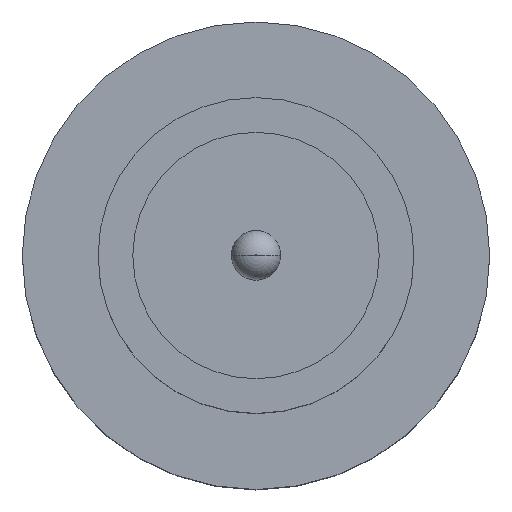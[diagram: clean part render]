
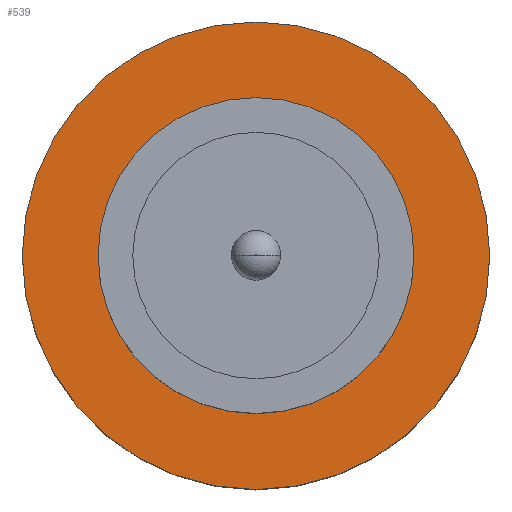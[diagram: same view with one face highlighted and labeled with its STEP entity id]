
A CAD part, top view. The second image highlights one B-rep face of the part: STEP entity #539.
In plain terms, the highlighted planar face has unit normal (0, 0, 1).
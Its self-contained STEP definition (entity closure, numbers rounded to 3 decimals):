
#1 = CARTESIAN_POINT ( 'NONE',  ( 0., 0., 1.55 ) ) ;
#29 = FACE_BOUND ( 'NONE', #84, .T. ) ;
#39 = CIRCLE ( 'NONE', #555, 1.85 ) ;
#58 = AXIS2_PLACEMENT_3D ( 'NONE', #334, #393, #343 ) ;
#62 = VERTEX_POINT ( 'NONE', #98 ) ;
#77 = ORIENTED_EDGE ( 'NONE', *, *, #287, .F. ) ;
#84 = EDGE_LOOP ( 'NONE', ( #284, #77 ) ) ;
#91 = CARTESIAN_POINT ( 'NONE',  ( 0., 0., 1.55 ) ) ;
#98 = CARTESIAN_POINT ( 'NONE',  ( 1.85, 0., 1.55 ) ) ;
#117 = CIRCLE ( 'NONE', #564, 1.25 ) ;
#123 = DIRECTION ( 'NONE',  ( 1., 0., 0. ) ) ;
#134 = EDGE_CURVE ( 'NONE', #62, #790, #39, .T. ) ;
#183 = FACE_OUTER_BOUND ( 'NONE', #306, .T. ) ;
#209 = CIRCLE ( 'NONE', #362, 1.85 ) ;
#213 = DIRECTION ( 'NONE',  ( 1., 0., 0. ) ) ;
#228 = CARTESIAN_POINT ( 'NONE',  ( -1.85, 0., 1.55 ) ) ;
#230 = CARTESIAN_POINT ( 'NONE',  ( 0., 0., 1.55 ) ) ;
#273 = ORIENTED_EDGE ( 'NONE', *, *, #134, .T. ) ;
#284 = ORIENTED_EDGE ( 'NONE', *, *, #405, .F. ) ;
#287 = EDGE_CURVE ( 'NONE', #496, #389, #409, .T. ) ;
#293 = DIRECTION ( 'NONE',  ( 0., 0., 1. ) ) ;
#306 = EDGE_LOOP ( 'NONE', ( #538, #273 ) ) ;
#334 = CARTESIAN_POINT ( 'NONE',  ( 0., 0., 1.55 ) ) ;
#343 = DIRECTION ( 'NONE',  ( 1., 0., 0. ) ) ;
#362 = AXIS2_PLACEMENT_3D ( 'NONE', #230, #293, #718 ) ;
#370 = DIRECTION ( 'NONE',  ( 0., 0., 1. ) ) ;
#389 = VERTEX_POINT ( 'NONE', #802 ) ;
#393 = DIRECTION ( 'NONE',  ( 0., 0., 1. ) ) ;
#405 = EDGE_CURVE ( 'NONE', #389, #496, #117, .T. ) ;
#409 = CIRCLE ( 'NONE', #541, 1.25 ) ;
#496 = VERTEX_POINT ( 'NONE', #574 ) ;
#517 = DIRECTION ( 'NONE',  ( 0., 0., 1. ) ) ;
#538 = ORIENTED_EDGE ( 'NONE', *, *, #754, .T. ) ;
#539 = ADVANCED_FACE ( 'NONE', ( #29, #183 ), #695, .T. ) ;
#541 = AXIS2_PLACEMENT_3D ( 'NONE', #610, #370, #123 ) ;
#555 = AXIS2_PLACEMENT_3D ( 'NONE', #91, #517, #213 ) ;
#564 = AXIS2_PLACEMENT_3D ( 'NONE', #1, #625, #680 ) ;
#574 = CARTESIAN_POINT ( 'NONE',  ( -1.25, 0., 1.55 ) ) ;
#610 = CARTESIAN_POINT ( 'NONE',  ( 0., 0., 1.55 ) ) ;
#625 = DIRECTION ( 'NONE',  ( 0., 0., 1. ) ) ;
#680 = DIRECTION ( 'NONE',  ( 1., 0., 0. ) ) ;
#695 = PLANE ( 'NONE',  #58 ) ;
#718 = DIRECTION ( 'NONE',  ( 1., 0., 0. ) ) ;
#754 = EDGE_CURVE ( 'NONE', #790, #62, #209, .T. ) ;
#790 = VERTEX_POINT ( 'NONE', #228 ) ;
#802 = CARTESIAN_POINT ( 'NONE',  ( 1.25, 0., 1.55 ) ) ;
